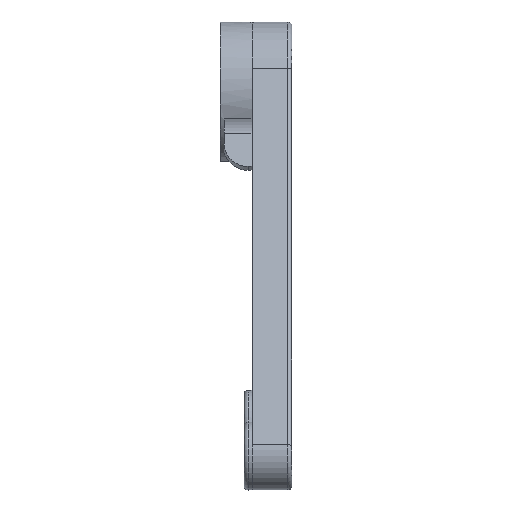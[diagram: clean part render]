
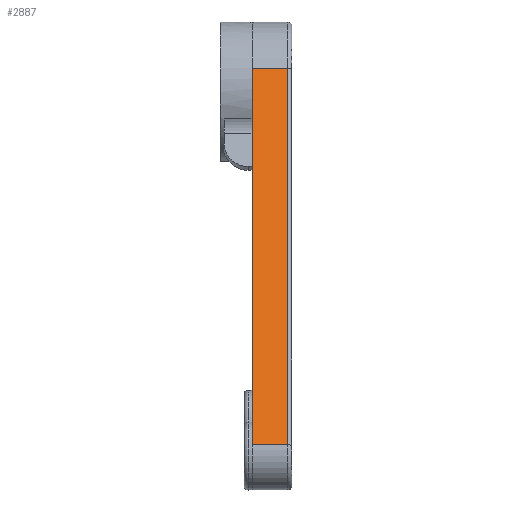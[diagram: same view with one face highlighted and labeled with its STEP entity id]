
A CAD part, left-side view. The second image highlights one B-rep face of the part: STEP entity #2887.
In plain terms, the highlighted planar face has unit normal (-0.942, 0, 0.335).
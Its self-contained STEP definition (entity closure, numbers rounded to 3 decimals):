
#155 = PLANE('',#156);
#156 = AXIS2_PLACEMENT_3D('',#157,#158,#159);
#157 = CARTESIAN_POINT('',(7.734,0.,
    -55.309));
#158 = DIRECTION('',(0.,-1.,0.));
#159 = DIRECTION('',(0.,0.,-1.));
#682 = VERTEX_POINT('',#683);
#683 = CARTESIAN_POINT('',(-16.49,0.,
    5.86));
#705 = EDGE_CURVE('',#682,#706,#708,.T.);
#706 = VERTEX_POINT('',#707);
#707 = CARTESIAN_POINT('',(-50.009,0.,
    -88.457));
#708 = SURFACE_CURVE('',#709,(#713,#720),.PCURVE_S1.);
#709 = LINE('',#710,#711);
#710 = CARTESIAN_POINT('',(-16.49,0.,
    5.86));
#711 = VECTOR('',#712,1.);
#712 = DIRECTION('',(-0.335,0.,-0.942
    ));
#713 = PCURVE('',#155,#714);
#714 = DEFINITIONAL_REPRESENTATION('',(#715),#719);
#715 = LINE('',#716,#717);
#716 = CARTESIAN_POINT('',(-61.17,-24.224));
#717 = VECTOR('',#718,1.);
#718 = DIRECTION('',(0.942,-0.335));
#719 = ( GEOMETRIC_REPRESENTATION_CONTEXT(2) 
PARAMETRIC_REPRESENTATION_CONTEXT() REPRESENTATION_CONTEXT('2D SPACE',''
  ) );
#720 = PCURVE('',#721,#726);
#721 = PLANE('',#722);
#722 = AXIS2_PLACEMENT_3D('',#723,#724,#725);
#723 = CARTESIAN_POINT('',(-16.49,0.,
    5.86));
#724 = DIRECTION('',(0.942,0.,-0.335)
  );
#725 = DIRECTION('',(-0.335,0.,-0.942
    ));
#726 = DEFINITIONAL_REPRESENTATION('',(#727),#731);
#727 = LINE('',#728,#729);
#728 = CARTESIAN_POINT('',(0.,0.));
#729 = VECTOR('',#730,1.);
#730 = DIRECTION('',(1.,0.));
#731 = ( GEOMETRIC_REPRESENTATION_CONTEXT(2) 
PARAMETRIC_REPRESENTATION_CONTEXT() REPRESENTATION_CONTEXT('2D SPACE',''
  ) );
#1606 = CYLINDRICAL_SURFACE('',#1607,17.5);
#1607 = AXIS2_PLACEMENT_3D('',#1608,#1609,#1610);
#1608 = CARTESIAN_POINT('',(0.,0.,0.));
#1609 = DIRECTION('',(0.,1.,0.));
#1610 = DIRECTION('',(1.,0.,0.));
#2771 = CYLINDRICAL_SURFACE('',#2772,8.5);
#2772 = AXIS2_PLACEMENT_3D('',#2773,#2774,#2775);
#2773 = CARTESIAN_POINT('',(-42.,0.,-91.303));
#2774 = DIRECTION('',(0.,1.,0.));
#2775 = DIRECTION('',(1.,0.,0.));
#2887 = ADVANCED_FACE('',(#2888),#721,.F.);
#2888 = FACE_BOUND('',#2889,.F.);
#2889 = EDGE_LOOP('',(#2890,#2913,#2941,#2962));
#2890 = ORIENTED_EDGE('',*,*,#2891,.T.);
#2891 = EDGE_CURVE('',#682,#2892,#2894,.T.);
#2892 = VERTEX_POINT('',#2893);
#2893 = CARTESIAN_POINT('',(-16.49,-9.,5.86));
#2894 = SURFACE_CURVE('',#2895,(#2899,#2906),.PCURVE_S1.);
#2895 = LINE('',#2896,#2897);
#2896 = CARTESIAN_POINT('',(-16.49,0.,
    5.86));
#2897 = VECTOR('',#2898,1.);
#2898 = DIRECTION('',(0.,-1.,0.));
#2899 = PCURVE('',#721,#2900);
#2900 = DEFINITIONAL_REPRESENTATION('',(#2901),#2905);
#2901 = LINE('',#2902,#2903);
#2902 = CARTESIAN_POINT('',(0.,0.));
#2903 = VECTOR('',#2904,1.);
#2904 = DIRECTION('',(0.,-1.));
#2905 = ( GEOMETRIC_REPRESENTATION_CONTEXT(2) 
PARAMETRIC_REPRESENTATION_CONTEXT() REPRESENTATION_CONTEXT('2D SPACE',''
  ) );
#2906 = PCURVE('',#1606,#2907);
#2907 = DEFINITIONAL_REPRESENTATION('',(#2908),#2912);
#2908 = LINE('',#2909,#2910);
#2909 = CARTESIAN_POINT('',(-2.8,0.));
#2910 = VECTOR('',#2911,1.);
#2911 = DIRECTION('',(-0.,-1.));
#2912 = ( GEOMETRIC_REPRESENTATION_CONTEXT(2) 
PARAMETRIC_REPRESENTATION_CONTEXT() REPRESENTATION_CONTEXT('2D SPACE',''
  ) );
#2913 = ORIENTED_EDGE('',*,*,#2914,.F.);
#2914 = EDGE_CURVE('',#2915,#2892,#2917,.T.);
#2915 = VERTEX_POINT('',#2916);
#2916 = CARTESIAN_POINT('',(-50.009,-9.,-88.457));
#2917 = SURFACE_CURVE('',#2918,(#2922,#2929),.PCURVE_S1.);
#2918 = LINE('',#2919,#2920);
#2919 = CARTESIAN_POINT('',(-50.009,-9.,-88.457));
#2920 = VECTOR('',#2921,1.);
#2921 = DIRECTION('',(0.335,0.,0.942)
  );
#2922 = PCURVE('',#721,#2923);
#2923 = DEFINITIONAL_REPRESENTATION('',(#2924),#2928);
#2924 = LINE('',#2925,#2926);
#2925 = CARTESIAN_POINT('',(100.096,-9.));
#2926 = VECTOR('',#2927,1.);
#2927 = DIRECTION('',(-1.,0.));
#2928 = ( GEOMETRIC_REPRESENTATION_CONTEXT(2) 
PARAMETRIC_REPRESENTATION_CONTEXT() REPRESENTATION_CONTEXT('2D SPACE',''
  ) );
#2929 = PCURVE('',#2930,#2935);
#2930 = CYLINDRICAL_SURFACE('',#2931,1.);
#2931 = AXIS2_PLACEMENT_3D('',#2932,#2933,#2934);
#2932 = CARTESIAN_POINT('',(-49.067,-9.,-88.792));
#2933 = DIRECTION('',(0.335,0.,0.942)
  );
#2934 = DIRECTION('',(0.,-1.,0.));
#2935 = DEFINITIONAL_REPRESENTATION('',(#2936),#2940);
#2936 = LINE('',#2937,#2938);
#2937 = CARTESIAN_POINT('',(-1.571,0.));
#2938 = VECTOR('',#2939,1.);
#2939 = DIRECTION('',(-0.,1.));
#2940 = ( GEOMETRIC_REPRESENTATION_CONTEXT(2) 
PARAMETRIC_REPRESENTATION_CONTEXT() REPRESENTATION_CONTEXT('2D SPACE',''
  ) );
#2941 = ORIENTED_EDGE('',*,*,#2942,.F.);
#2942 = EDGE_CURVE('',#706,#2915,#2943,.T.);
#2943 = SURFACE_CURVE('',#2944,(#2948,#2955),.PCURVE_S1.);
#2944 = LINE('',#2945,#2946);
#2945 = CARTESIAN_POINT('',(-50.009,0.,
    -88.457));
#2946 = VECTOR('',#2947,1.);
#2947 = DIRECTION('',(0.,-1.,0.));
#2948 = PCURVE('',#721,#2949);
#2949 = DEFINITIONAL_REPRESENTATION('',(#2950),#2954);
#2950 = LINE('',#2951,#2952);
#2951 = CARTESIAN_POINT('',(100.096,0.));
#2952 = VECTOR('',#2953,1.);
#2953 = DIRECTION('',(0.,-1.));
#2954 = ( GEOMETRIC_REPRESENTATION_CONTEXT(2) 
PARAMETRIC_REPRESENTATION_CONTEXT() REPRESENTATION_CONTEXT('2D SPACE',''
  ) );
#2955 = PCURVE('',#2771,#2956);
#2956 = DEFINITIONAL_REPRESENTATION('',(#2957),#2961);
#2957 = LINE('',#2958,#2959);
#2958 = CARTESIAN_POINT('',(-2.8,0.));
#2959 = VECTOR('',#2960,1.);
#2960 = DIRECTION('',(-0.,-1.));
#2961 = ( GEOMETRIC_REPRESENTATION_CONTEXT(2) 
PARAMETRIC_REPRESENTATION_CONTEXT() REPRESENTATION_CONTEXT('2D SPACE',''
  ) );
#2962 = ORIENTED_EDGE('',*,*,#705,.F.);
